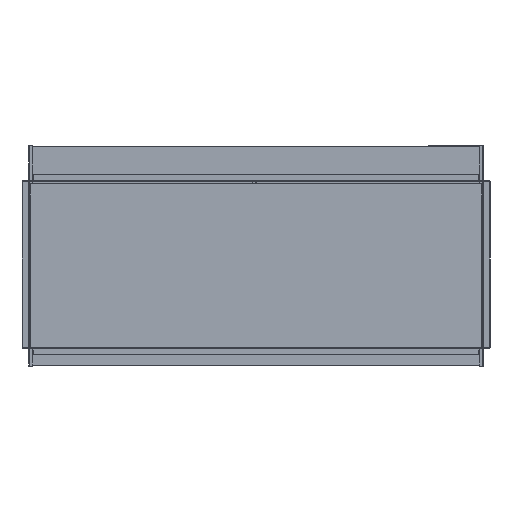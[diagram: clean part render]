
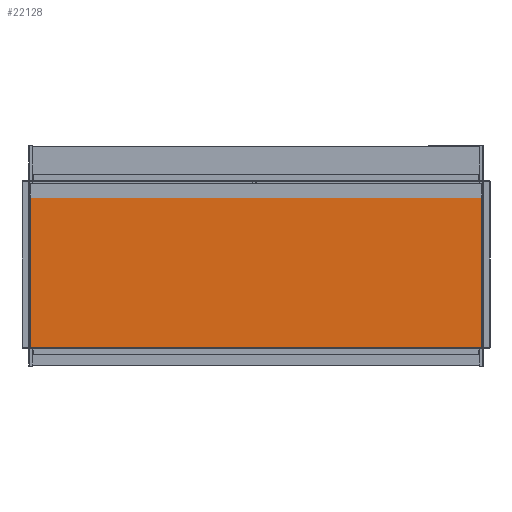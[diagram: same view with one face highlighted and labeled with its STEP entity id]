
A CAD part, top view. The second image highlights one B-rep face of the part: STEP entity #22128.
In plain terms, the highlighted planar face has unit normal (0, 0, 1).
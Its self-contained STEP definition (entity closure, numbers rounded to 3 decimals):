
#813 = CARTESIAN_POINT ( 'NONE',  ( 1369.316, 807.676, -638.708 ) ) ;
#1702 = VERTEX_POINT ( 'NONE', #20472 ) ;
#2100 = LINE ( 'NONE', #32678, #25611 ) ;
#3278 = DIRECTION ( 'NONE',  ( 0., -1., 0. ) ) ;
#3824 = VERTEX_POINT ( 'NONE', #25346 ) ;
#4734 = DIRECTION ( 'NONE',  ( 0., -1., 0. ) ) ;
#4754 = ORIENTED_EDGE ( 'NONE', *, *, #11437, .T. ) ;
#5452 = CARTESIAN_POINT ( 'NONE',  ( 128.316, 807.676, -638.708 ) ) ;
#5535 = EDGE_CURVE ( 'NONE', #3824, #1702, #2100, .T. ) ;
#5656 = CARTESIAN_POINT ( 'NONE',  ( 128.316, 806.676, -638.708 ) ) ;
#6029 = LINE ( 'NONE', #5656, #12012 ) ;
#7407 = DIRECTION ( 'NONE',  ( 1., 0., 0. ) ) ;
#10615 = CARTESIAN_POINT ( 'NONE',  ( 1368.316, 807.676, -638.708 ) ) ;
#11421 = AXIS2_PLACEMENT_3D ( 'NONE', #29969, #13575, #4734 ) ;
#11437 = EDGE_CURVE ( 'NONE', #16408, #1702, #15959, .T. ) ;
#11955 = DIRECTION ( 'NONE',  ( 1., 0., 0. ) ) ;
#12012 = VECTOR ( 'NONE', #3278, 1000. ) ;
#12782 = DIRECTION ( 'NONE',  ( 0., 1., 0. ) ) ;
#12791 = VERTEX_POINT ( 'NONE', #5452 ) ;
#13575 = DIRECTION ( 'NONE',  ( 0., 0., 1. ) ) ;
#15290 = EDGE_CURVE ( 'NONE', #12791, #16408, #23421, .T. ) ;
#15959 = LINE ( 'NONE', #26818, #16027 ) ;
#16027 = VECTOR ( 'NONE', #12782, 1000. ) ;
#16408 = VERTEX_POINT ( 'NONE', #10615 ) ;
#17731 = ORIENTED_EDGE ( 'NONE', *, *, #22018, .T. ) ;
#18066 = VECTOR ( 'NONE', #11955, 1000. ) ;
#20472 = CARTESIAN_POINT ( 'NONE',  ( 1368.316, 1222.876, -638.708 ) ) ;
#22018 = EDGE_CURVE ( 'NONE', #3824, #12791, #6029, .T. ) ;
#22128 = ADVANCED_FACE ( 'Defeatured_9_15', ( #34984 ), #26120, .T. ) ;
#22381 = ORIENTED_EDGE ( 'NONE', *, *, #15290, .T. ) ;
#23421 = LINE ( 'NONE', #813, #18066 ) ;
#25346 = CARTESIAN_POINT ( 'NONE',  ( 128.316, 1222.876, -638.708 ) ) ;
#25611 = VECTOR ( 'NONE', #7407, 1000. ) ;
#26120 = PLANE ( 'NONE',  #11421 ) ;
#26818 = CARTESIAN_POINT ( 'NONE',  ( 1368.316, 1262.876, -638.708 ) ) ;
#29969 = CARTESIAN_POINT ( 'NONE',  ( 1369.316, 806.676, -638.708 ) ) ;
#32678 = CARTESIAN_POINT ( 'NONE',  ( 128.316, 1222.876, -638.708 ) ) ;
#33365 = EDGE_LOOP ( 'NONE', ( #35588, #17731, #22381, #4754 ) ) ;
#34984 = FACE_OUTER_BOUND ( 'NONE', #33365, .T. ) ;
#35588 = ORIENTED_EDGE ( 'NONE', *, *, #5535, .F. ) ;
